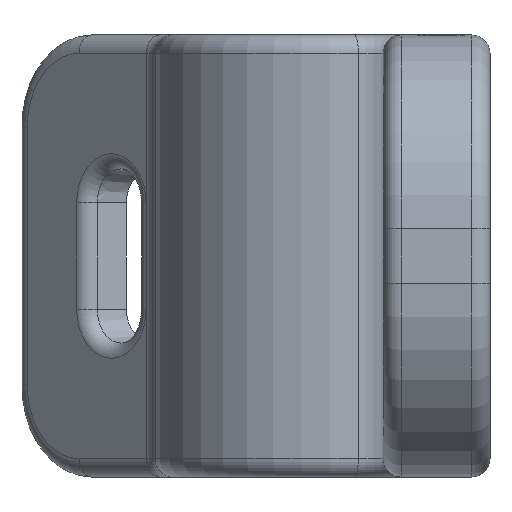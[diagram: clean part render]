
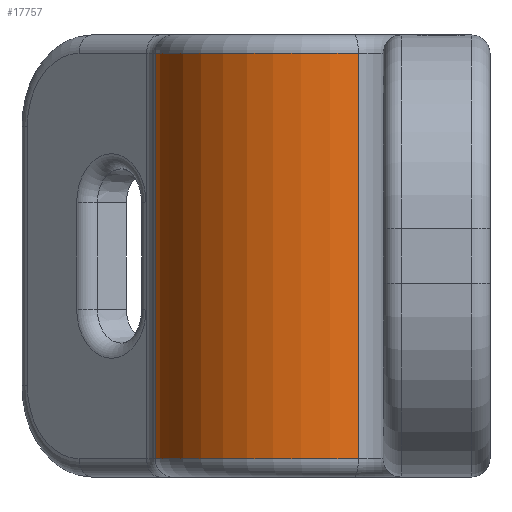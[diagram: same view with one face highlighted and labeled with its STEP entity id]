
A CAD part, left-side view. The second image highlights one B-rep face of the part: STEP entity #17757.
In plain terms, the highlighted cylindrical face has radius 5.5 mm (diameter 11 mm), a partial arc.
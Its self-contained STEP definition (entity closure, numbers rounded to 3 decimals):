
#329=CARTESIAN_POINT('',(0.,0.,-6.65));
#330=DIRECTION('',(0.,0.,-1.));
#331=DIRECTION('',(-0.977,-0.214,0.));
#332=AXIS2_PLACEMENT_3D('',#329,#330,#331);
#2686=DIRECTION('',(0.,0.,1.));
#2687=VECTOR('',#2686,13.3);
#2688=CARTESIAN_POINT('',(-5.372,-1.179,-6.65));
#2689=LINE('',#2688,#2687);
#2690=DIRECTION('',(0.,0.,1.));
#2691=VECTOR('',#2690,13.3);
#2692=CARTESIAN_POINT('',(0.498,5.477,-6.65));
#2693=LINE('',#2692,#2691);
#2825=CARTESIAN_POINT('',(0.,0.,6.65));
#2826=DIRECTION('',(0.,0.,1.));
#2827=DIRECTION('',(0.091,0.996,0.));
#2828=AXIS2_PLACEMENT_3D('',#2825,#2826,#2827);
#12618=CARTESIAN_POINT('',(-5.372,-1.179,-6.65));
#12619=CARTESIAN_POINT('',(-5.372,-1.179,6.65));
#12620=VERTEX_POINT('',#12618);
#12621=VERTEX_POINT('',#12619);
#12626=CARTESIAN_POINT('',(0.498,5.477,-6.65));
#12627=CARTESIAN_POINT('',(0.498,5.477,6.65));
#12628=VERTEX_POINT('',#12626);
#12629=VERTEX_POINT('',#12627);
#17744=CARTESIAN_POINT('',(0.,0.,-7.25));
#17745=DIRECTION('',(0.,0.,1.));
#17746=DIRECTION('',(1.,0.,0.));
#17747=AXIS2_PLACEMENT_3D('',#17744,#17745,#17746);
#17748=CYLINDRICAL_SURFACE('',#17747,5.5);
#17749=ORIENTED_EDGE('',*,*,#17736,.F.);
#17750=ORIENTED_EDGE('',*,*,#15264,.T.);
#17752=ORIENTED_EDGE('',*,*,#17751,.T.);
#17754=ORIENTED_EDGE('',*,*,#17753,.T.);
#17755=EDGE_LOOP('',(#17749,#17750,#17752,#17754));
#17756=FACE_OUTER_BOUND('',#17755,.F.);
#17757=ADVANCED_FACE('',(#17756),#17748,.T.);
#333=CIRCLE('',#332,5.5);
#2829=CIRCLE('',#2828,5.5);
#15264=EDGE_CURVE('',#12620,#12628,#333,.T.);
#17736=EDGE_CURVE('',#12620,#12621,#2689,.T.);
#17751=EDGE_CURVE('',#12628,#12629,#2693,.T.);
#17753=EDGE_CURVE('',#12629,#12621,#2829,.T.);
